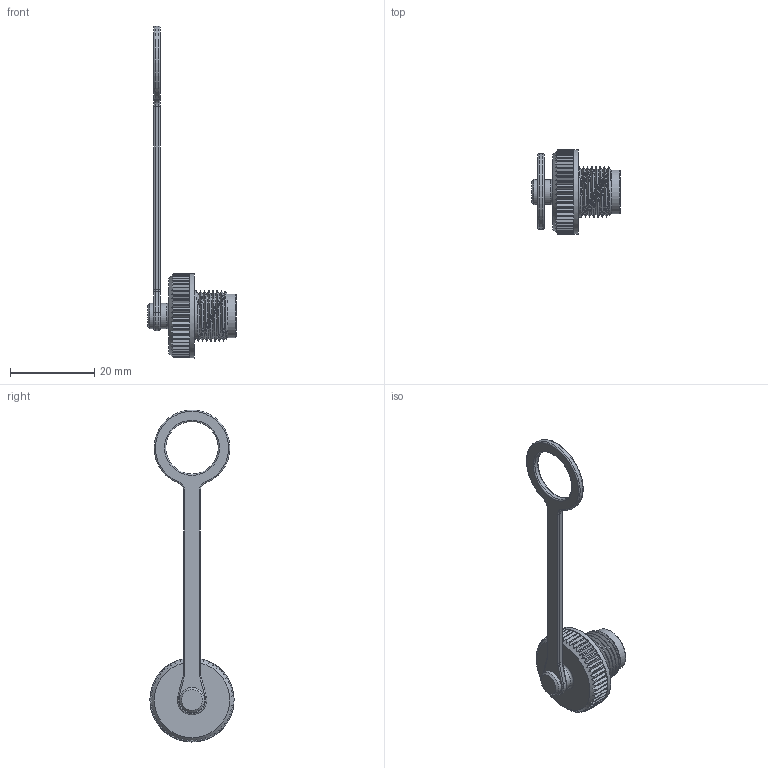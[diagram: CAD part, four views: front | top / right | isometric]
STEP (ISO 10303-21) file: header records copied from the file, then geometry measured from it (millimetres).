
FILE_DESCRIPTION(/* description */ (''),/* implementation_level */ '2;1');
FILE_NAME(/* name */ '08-2677-XXX-XXX-001_00.stp',/* time_stamp */ '2023-04-04T06:44:50+02:00',/* author */ (''),/* organization */ (''),/* preprocessor_version */ 'ST-DEVELOPER v16',/* originating_system */ 'SIEMENS PLM Software NX 11.0',/* authorisation */ '');
FILE_SCHEMA (('AUTOMOTIVE_DESIGN { 1 0 10303 214 3 1 1 1 }'));
Length unit declared in the file: millimetre
Products named in the file (1): sgro3F4C172Bkq91
Bounding box: 21 x 20 x 79 mm (x, y, z)
Volume: 2610.7 mm3; surface area: 2958.2 mm2
Topology: 1 solids, 1 shells, 222 faces, 613 edges, 400 vertices
Faces by surface type: plane 173, cylinder 22, torus 18, cone 6, bspline 3
Full cylindrical faces by diameter (mm): 6 x2, 8.8 x1, 10.4 x1, 12.5 x1, 20 x1
Entity records: 8785 total; most frequent: CARTESIAN_POINT 3278, ORIENTED_EDGE 1178, DIRECTION 1088, EDGE_CURVE 589, AXIS2_PLACEMENT_3D 397, VERTEX_POINT 394, LINE 294, VECTOR 294
